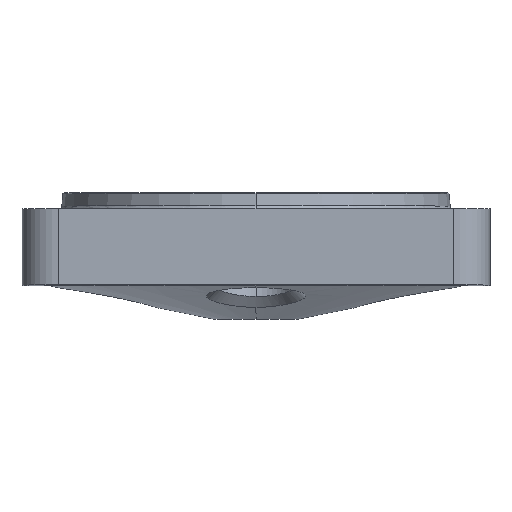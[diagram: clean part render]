
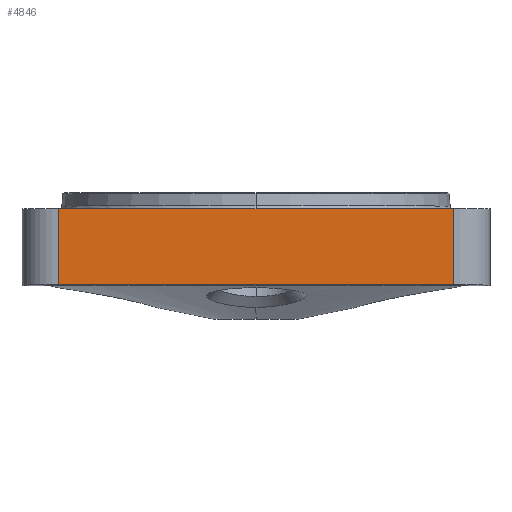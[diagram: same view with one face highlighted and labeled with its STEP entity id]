
A CAD part, top view. The second image highlights one B-rep face of the part: STEP entity #4846.
In plain terms, the highlighted planar face has unit normal (0, 0, 1).
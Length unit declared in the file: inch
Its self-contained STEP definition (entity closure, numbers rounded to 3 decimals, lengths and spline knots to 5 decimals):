
#20 = EDGE_CURVE ( 'NONE', #1799, #5542, #5740, .T. ) ;
#177 = DIRECTION ( 'NONE',  ( 0., 1., 0. ) ) ;
#366 = CARTESIAN_POINT ( 'NONE',  ( -0.844, -0.325, 1. ) ) ;
#549 = VECTOR ( 'NONE', #3494, 39.37008 ) ;
#716 = DIRECTION ( 'NONE',  ( 0., 0., 1. ) ) ;
#797 = EDGE_CURVE ( 'NONE', #1093, #4459, #1736, .T. ) ;
#833 = CARTESIAN_POINT ( 'NONE',  ( 0.844, 0., 1. ) ) ;
#1093 = VERTEX_POINT ( 'NONE', #833 ) ;
#1164 = CARTESIAN_POINT ( 'NONE',  ( -0.844, -0.325, 1. ) ) ;
#1291 = DIRECTION ( 'NONE',  ( -1., 0., 0. ) ) ;
#1676 = FACE_OUTER_BOUND ( 'NONE', #5656, .T. ) ;
#1736 = LINE ( 'NONE', #3028, #549 ) ;
#1799 = VERTEX_POINT ( 'NONE', #1969 ) ;
#1804 = LINE ( 'NONE', #3089, #4175 ) ;
#1969 = CARTESIAN_POINT ( 'NONE',  ( 0.844, -0.325, 1. ) ) ;
#2028 = DIRECTION ( 'NONE',  ( 1., 0., 0. ) ) ;
#2439 = ORIENTED_EDGE ( 'NONE', *, *, #5191, .T. ) ;
#2440 = EDGE_CURVE ( 'NONE', #5542, #4459, #5583, .T. ) ;
#2582 = CARTESIAN_POINT ( 'NONE',  ( 0., -0.325, 1. ) ) ;
#3028 = CARTESIAN_POINT ( 'NONE',  ( 0., 0., 1. ) ) ;
#3043 = VECTOR ( 'NONE', #177, 39.37008 ) ;
#3089 = CARTESIAN_POINT ( 'NONE',  ( 0.844, -0.325, 1. ) ) ;
#3494 = DIRECTION ( 'NONE',  ( -1., 0., 0. ) ) ;
#3970 = ORIENTED_EDGE ( 'NONE', *, *, #797, .T. ) ;
#4049 = ORIENTED_EDGE ( 'NONE', *, *, #2440, .F. ) ;
#4175 = VECTOR ( 'NONE', #5341, 39.37008 ) ;
#4459 = VERTEX_POINT ( 'NONE', #4929 ) ;
#4802 = PLANE ( 'NONE',  #4925 ) ;
#4846 = ADVANCED_FACE ( 'NONE', ( #1676 ), #4802, .T. ) ;
#4925 = AXIS2_PLACEMENT_3D ( 'NONE', #2582, #716, #2028 ) ;
#4929 = CARTESIAN_POINT ( 'NONE',  ( -0.844, 0., 1. ) ) ;
#5191 = EDGE_CURVE ( 'NONE', #1799, #1093, #1804, .T. ) ;
#5302 = CARTESIAN_POINT ( 'NONE',  ( -1., -0.325, 1. ) ) ;
#5308 = VECTOR ( 'NONE', #1291, 39.37008 ) ;
#5341 = DIRECTION ( 'NONE',  ( 0., 1., 0. ) ) ;
#5542 = VERTEX_POINT ( 'NONE', #366 ) ;
#5583 = LINE ( 'NONE', #1164, #3043 ) ;
#5656 = EDGE_LOOP ( 'NONE', ( #5720, #2439, #3970, #4049 ) ) ;
#5720 = ORIENTED_EDGE ( 'NONE', *, *, #20, .F. ) ;
#5740 = LINE ( 'NONE', #5302, #5308 ) ;
